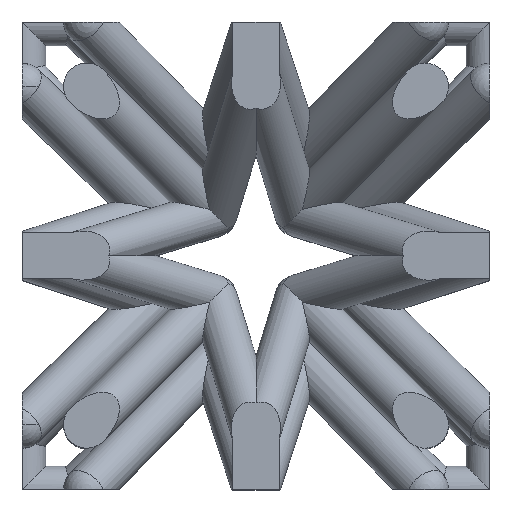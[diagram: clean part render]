
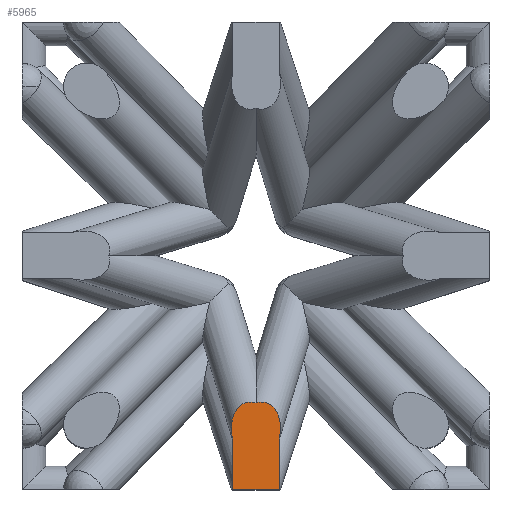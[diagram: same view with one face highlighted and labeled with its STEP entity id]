
A CAD part, top view. The second image highlights one B-rep face of the part: STEP entity #5965.
In plain terms, the highlighted planar face has unit normal (0, 0, 1).
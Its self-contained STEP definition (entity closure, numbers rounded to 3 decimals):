
#2484 = PLANE('',#2485);
#2485 = AXIS2_PLACEMENT_3D('',#2486,#2487,#2488);
#2486 = CARTESIAN_POINT('',(-5.,-5.,-5.));
#2487 = DIRECTION('',(-0.,1.,0.));
#2488 = DIRECTION('',(0.,0.,1.));
#3856 = VERTEX_POINT('',#3857);
#3857 = CARTESIAN_POINT('',(-0.5,-5.,5.));
#3878 = EDGE_CURVE('',#3856,#3879,#3881,.T.);
#3879 = VERTEX_POINT('',#3880);
#3880 = CARTESIAN_POINT('',(0.5,-5.,5.));
#3881 = SURFACE_CURVE('',#3882,(#3886,#3893),.PCURVE_S1.);
#3882 = LINE('',#3883,#3884);
#3883 = CARTESIAN_POINT('',(-5.,-5.,5.));
#3884 = VECTOR('',#3885,1.);
#3885 = DIRECTION('',(1.,0.,-0.));
#3886 = PCURVE('',#2484,#3887);
#3887 = DEFINITIONAL_REPRESENTATION('',(#3888),#3892);
#3888 = LINE('',#3889,#3890);
#3889 = CARTESIAN_POINT('',(10.,0.));
#3890 = VECTOR('',#3891,1.);
#3891 = DIRECTION('',(0.,1.));
#3892 = ( GEOMETRIC_REPRESENTATION_CONTEXT(2) 
PARAMETRIC_REPRESENTATION_CONTEXT() REPRESENTATION_CONTEXT('2D SPACE',''
  ) );
#3893 = PCURVE('',#3894,#3899);
#3894 = PLANE('',#3895);
#3895 = AXIS2_PLACEMENT_3D('',#3896,#3897,#3898);
#3896 = CARTESIAN_POINT('',(-5.,-5.,5.));
#3897 = DIRECTION('',(0.,0.,1.));
#3898 = DIRECTION('',(1.,0.,-0.));
#3899 = DEFINITIONAL_REPRESENTATION('',(#3900),#3904);
#3900 = LINE('',#3901,#3902);
#3901 = CARTESIAN_POINT('',(0.,0.));
#3902 = VECTOR('',#3903,1.);
#3903 = DIRECTION('',(1.,0.));
#3904 = ( GEOMETRIC_REPRESENTATION_CONTEXT(2) 
PARAMETRIC_REPRESENTATION_CONTEXT() REPRESENTATION_CONTEXT('2D SPACE',''
  ) );
#4262 = CYLINDRICAL_SURFACE('',#4263,0.5);
#4263 = AXIS2_PLACEMENT_3D('',#4264,#4265,#4266);
#4264 = CARTESIAN_POINT('',(0.,-5.,5.));
#4265 = DIRECTION('',(0.,1.,0.));
#4266 = DIRECTION('',(0.,-0.,1.));
#5965 = ADVANCED_FACE('',(#5966),#3894,.T.);
#5966 = FACE_BOUND('',#5967,.T.);
#5967 = EDGE_LOOP('',(#5968,#5989,#5990,#6011,#6045,#6074,#6108));
#5968 = ORIENTED_EDGE('',*,*,#5969,.F.);
#5969 = EDGE_CURVE('',#3856,#5970,#5972,.T.);
#5970 = VERTEX_POINT('',#5971);
#5971 = CARTESIAN_POINT('',(-0.5,-3.926,5.));
#5972 = SURFACE_CURVE('',#5973,(#5977,#5983),.PCURVE_S1.);
#5973 = LINE('',#5974,#5975);
#5974 = CARTESIAN_POINT('',(-0.5,-5.,5.));
#5975 = VECTOR('',#5976,1.);
#5976 = DIRECTION('',(0.,1.,0.));
#5977 = PCURVE('',#3894,#5978);
#5978 = DEFINITIONAL_REPRESENTATION('',(#5979),#5982);
#5979 = B_SPLINE_CURVE_WITH_KNOTS('',1,(#5980,#5981),.UNSPECIFIED.,.F.,
  .F.,(2,2),(0.,1.137),
  .PIECEWISE_BEZIER_KNOTS.);
#5980 = CARTESIAN_POINT('',(4.5,0.));
#5981 = CARTESIAN_POINT('',(4.5,1.137));
#5982 = ( GEOMETRIC_REPRESENTATION_CONTEXT(2) 
PARAMETRIC_REPRESENTATION_CONTEXT() REPRESENTATION_CONTEXT('2D SPACE',''
  ) );
#5983 = PCURVE('',#4262,#5984);
#5984 = DEFINITIONAL_REPRESENTATION('',(#5985),#5988);
#5985 = B_SPLINE_CURVE_WITH_KNOTS('',1,(#5986,#5987),.UNSPECIFIED.,.F.,
  .F.,(2,2),(0.,1.137),
  .PIECEWISE_BEZIER_KNOTS.);
#5986 = CARTESIAN_POINT('',(4.712,0.));
#5987 = CARTESIAN_POINT('',(4.712,1.137));
#5988 = ( GEOMETRIC_REPRESENTATION_CONTEXT(2) 
PARAMETRIC_REPRESENTATION_CONTEXT() REPRESENTATION_CONTEXT('2D SPACE',''
  ) );
#5989 = ORIENTED_EDGE('',*,*,#3878,.T.);
#5990 = ORIENTED_EDGE('',*,*,#5991,.T.);
#5991 = EDGE_CURVE('',#3879,#5992,#5994,.T.);
#5992 = VERTEX_POINT('',#5993);
#5993 = CARTESIAN_POINT('',(0.5,-3.926,5.));
#5994 = SURFACE_CURVE('',#5995,(#5999,#6005),.PCURVE_S1.);
#5995 = LINE('',#5996,#5997);
#5996 = CARTESIAN_POINT('',(0.5,-5.,5.));
#5997 = VECTOR('',#5998,1.);
#5998 = DIRECTION('',(0.,1.,0.));
#5999 = PCURVE('',#3894,#6000);
#6000 = DEFINITIONAL_REPRESENTATION('',(#6001),#6004);
#6001 = B_SPLINE_CURVE_WITH_KNOTS('',1,(#6002,#6003),.UNSPECIFIED.,.F.,
  .F.,(2,2),(0.,1.137),
  .PIECEWISE_BEZIER_KNOTS.);
#6002 = CARTESIAN_POINT('',(5.5,0.));
#6003 = CARTESIAN_POINT('',(5.5,1.137));
#6004 = ( GEOMETRIC_REPRESENTATION_CONTEXT(2) 
PARAMETRIC_REPRESENTATION_CONTEXT() REPRESENTATION_CONTEXT('2D SPACE',''
  ) );
#6005 = PCURVE('',#4262,#6006);
#6006 = DEFINITIONAL_REPRESENTATION('',(#6007),#6010);
#6007 = B_SPLINE_CURVE_WITH_KNOTS('',1,(#6008,#6009),.UNSPECIFIED.,.F.,
  .F.,(2,2),(0.,1.137),
  .PIECEWISE_BEZIER_KNOTS.);
#6008 = CARTESIAN_POINT('',(1.571,0.));
#6009 = CARTESIAN_POINT('',(1.571,1.137));
#6010 = ( GEOMETRIC_REPRESENTATION_CONTEXT(2) 
PARAMETRIC_REPRESENTATION_CONTEXT() REPRESENTATION_CONTEXT('2D SPACE',''
  ) );
#6011 = ORIENTED_EDGE('',*,*,#6012,.T.);
#6012 = EDGE_CURVE('',#5992,#6013,#6015,.T.);
#6013 = VERTEX_POINT('',#6014);
#6014 = CARTESIAN_POINT('',(0.118,-3.134,5.));
#6015 = SURFACE_CURVE('',#6016,(#6021,#6028),.PCURVE_S1.);
#6016 = ELLIPSE('',#6017,0.747,0.5);
#6017 = AXIS2_PLACEMENT_3D('',#6018,#6019,#6020);
#6018 = CARTESIAN_POINT('',(0.,-3.863,5.));
#6019 = DIRECTION('',(0.,0.,1.));
#6020 = DIRECTION('',(0.292,0.956,-0.));
#6021 = PCURVE('',#3894,#6022);
#6022 = DEFINITIONAL_REPRESENTATION('',(#6023),#6027);
#6023 = ELLIPSE('',#6024,0.747,0.5);
#6024 = AXIS2_PLACEMENT_2D('',#6025,#6026);
#6025 = CARTESIAN_POINT('',(5.,1.137));
#6026 = DIRECTION('',(0.292,0.956));
#6027 = ( GEOMETRIC_REPRESENTATION_CONTEXT(2) 
PARAMETRIC_REPRESENTATION_CONTEXT() REPRESENTATION_CONTEXT('2D SPACE',''
  ) );
#6028 = PCURVE('',#6029,#6034);
#6029 = CYLINDRICAL_SURFACE('',#6030,0.5);
#6030 = AXIS2_PLACEMENT_3D('',#6031,#6032,#6033);
#6031 = CARTESIAN_POINT('',(0.,-3.863,5.));
#6032 = DIRECTION('',(0.217,0.71,-0.67));
#6033 = DIRECTION('',(0.,0.686,0.728));
#6034 = DEFINITIONAL_REPRESENTATION('',(#6035),#6044);
#6035 = B_SPLINE_CURVE_WITH_KNOTS('',7,(#6036,#6037,#6038,#6039,#6040,
    #6041,#6042,#6043),.UNSPECIFIED.,.F.,.F.,(8,8),(4.712,
    6.485),.PIECEWISE_BEZIER_KNOTS.);
#6036 = CARTESIAN_POINT('',(1.772,0.));
#6037 = CARTESIAN_POINT('',(1.519,0.14));
#6038 = CARTESIAN_POINT('',(1.266,0.281));
#6039 = CARTESIAN_POINT('',(1.013,0.406));
#6040 = CARTESIAN_POINT('',(0.76,0.503));
#6041 = CARTESIAN_POINT('',(0.506,0.559));
#6042 = CARTESIAN_POINT('',(0.253,0.571));
#6043 = CARTESIAN_POINT('',(0.,0.543));
#6044 = ( GEOMETRIC_REPRESENTATION_CONTEXT(2) 
PARAMETRIC_REPRESENTATION_CONTEXT() REPRESENTATION_CONTEXT('2D SPACE',''
  ) );
#6045 = ORIENTED_EDGE('',*,*,#6046,.T.);
#6046 = EDGE_CURVE('',#6013,#6047,#6049,.T.);
#6047 = VERTEX_POINT('',#6048);
#6048 = CARTESIAN_POINT('',(0.,-3.152,5.));
#6049 = SURFACE_CURVE('',#6050,(#6055,#6062),.PCURVE_S1.);
#6050 = ELLIPSE('',#6051,0.747,0.5);
#6051 = AXIS2_PLACEMENT_3D('',#6052,#6053,#6054);
#6052 = CARTESIAN_POINT('',(0.,-3.863,5.));
#6053 = DIRECTION('',(0.,0.,1.));
#6054 = DIRECTION('',(0.292,0.956,-0.));
#6055 = PCURVE('',#3894,#6056);
#6056 = DEFINITIONAL_REPRESENTATION('',(#6057),#6061);
#6057 = ELLIPSE('',#6058,0.747,0.5);
#6058 = AXIS2_PLACEMENT_2D('',#6059,#6060);
#6059 = CARTESIAN_POINT('',(5.,1.137));
#6060 = DIRECTION('',(0.292,0.956));
#6061 = ( GEOMETRIC_REPRESENTATION_CONTEXT(2) 
PARAMETRIC_REPRESENTATION_CONTEXT() REPRESENTATION_CONTEXT('2D SPACE',''
  ) );
#6062 = PCURVE('',#6029,#6063);
#6063 = DEFINITIONAL_REPRESENTATION('',(#6064),#6073);
#6064 = B_SPLINE_CURVE_WITH_KNOTS('',7,(#6065,#6066,#6067,#6068,#6069,
    #6070,#6071,#6072),.UNSPECIFIED.,.F.,.F.,(8,8),(0.202,
    1.571),.PIECEWISE_BEZIER_KNOTS.);
#6065 = CARTESIAN_POINT('',(6.283,0.543));
#6066 = CARTESIAN_POINT('',(6.088,0.521));
#6067 = CARTESIAN_POINT('',(5.892,0.475));
#6068 = CARTESIAN_POINT('',(5.696,0.407));
#6069 = CARTESIAN_POINT('',(5.501,0.318));
#6070 = CARTESIAN_POINT('',(5.305,0.217));
#6071 = CARTESIAN_POINT('',(5.11,0.108));
#6072 = CARTESIAN_POINT('',(4.914,0.));
#6073 = ( GEOMETRIC_REPRESENTATION_CONTEXT(2) 
PARAMETRIC_REPRESENTATION_CONTEXT() REPRESENTATION_CONTEXT('2D SPACE',''
  ) );
#6074 = ORIENTED_EDGE('',*,*,#6075,.T.);
#6075 = EDGE_CURVE('',#6047,#6076,#6078,.T.);
#6076 = VERTEX_POINT('',#6077);
#6077 = CARTESIAN_POINT('',(-0.118,-3.134,5.));
#6078 = SURFACE_CURVE('',#6079,(#6084,#6091),.PCURVE_S1.);
#6079 = ELLIPSE('',#6080,0.747,0.5);
#6080 = AXIS2_PLACEMENT_3D('',#6081,#6082,#6083);
#6081 = CARTESIAN_POINT('',(0.,-3.863,5.));
#6082 = DIRECTION('',(0.,0.,1.));
#6083 = DIRECTION('',(-0.292,0.956,0.));
#6084 = PCURVE('',#3894,#6085);
#6085 = DEFINITIONAL_REPRESENTATION('',(#6086),#6090);
#6086 = ELLIPSE('',#6087,0.747,0.5);
#6087 = AXIS2_PLACEMENT_2D('',#6088,#6089);
#6088 = CARTESIAN_POINT('',(5.,1.137));
#6089 = DIRECTION('',(-0.292,0.956));
#6090 = ( GEOMETRIC_REPRESENTATION_CONTEXT(2) 
PARAMETRIC_REPRESENTATION_CONTEXT() REPRESENTATION_CONTEXT('2D SPACE',''
  ) );
#6091 = PCURVE('',#6092,#6097);
#6092 = CYLINDRICAL_SURFACE('',#6093,0.5);
#6093 = AXIS2_PLACEMENT_3D('',#6094,#6095,#6096);
#6094 = CARTESIAN_POINT('',(0.,-3.863,5.));
#6095 = DIRECTION('',(-0.217,0.71,-0.67));
#6096 = DIRECTION('',(0.,0.686,0.728));
#6097 = DEFINITIONAL_REPRESENTATION('',(#6098),#6107);
#6098 = B_SPLINE_CURVE_WITH_KNOTS('',7,(#6099,#6100,#6101,#6102,#6103,
    #6104,#6105,#6106),.UNSPECIFIED.,.F.,.F.,(8,8),(4.712,
    6.082),.PIECEWISE_BEZIER_KNOTS.);
#6099 = CARTESIAN_POINT('',(1.369,0.));
#6100 = CARTESIAN_POINT('',(1.174,0.108));
#6101 = CARTESIAN_POINT('',(0.978,0.217));
#6102 = CARTESIAN_POINT('',(0.782,0.318));
#6103 = CARTESIAN_POINT('',(0.587,0.407));
#6104 = CARTESIAN_POINT('',(0.391,0.475));
#6105 = CARTESIAN_POINT('',(0.196,0.521));
#6106 = CARTESIAN_POINT('',(0.,0.543));
#6107 = ( GEOMETRIC_REPRESENTATION_CONTEXT(2) 
PARAMETRIC_REPRESENTATION_CONTEXT() REPRESENTATION_CONTEXT('2D SPACE',''
  ) );
#6108 = ORIENTED_EDGE('',*,*,#6109,.T.);
#6109 = EDGE_CURVE('',#6076,#5970,#6110,.T.);
#6110 = SURFACE_CURVE('',#6111,(#6116,#6123),.PCURVE_S1.);
#6111 = ELLIPSE('',#6112,0.747,0.5);
#6112 = AXIS2_PLACEMENT_3D('',#6113,#6114,#6115);
#6113 = CARTESIAN_POINT('',(0.,-3.863,5.));
#6114 = DIRECTION('',(0.,0.,1.));
#6115 = DIRECTION('',(-0.292,0.956,0.));
#6116 = PCURVE('',#3894,#6117);
#6117 = DEFINITIONAL_REPRESENTATION('',(#6118),#6122);
#6118 = ELLIPSE('',#6119,0.747,0.5);
#6119 = AXIS2_PLACEMENT_2D('',#6120,#6121);
#6120 = CARTESIAN_POINT('',(5.,1.137));
#6121 = DIRECTION('',(-0.292,0.956));
#6122 = ( GEOMETRIC_REPRESENTATION_CONTEXT(2) 
PARAMETRIC_REPRESENTATION_CONTEXT() REPRESENTATION_CONTEXT('2D SPACE',''
  ) );
#6123 = PCURVE('',#6092,#6124);
#6124 = DEFINITIONAL_REPRESENTATION('',(#6125),#6134);
#6125 = B_SPLINE_CURVE_WITH_KNOTS('',7,(#6126,#6127,#6128,#6129,#6130,
    #6131,#6132,#6133),.UNSPECIFIED.,.F.,.F.,(8,8),(6.082,
    7.854),.PIECEWISE_BEZIER_KNOTS.);
#6126 = CARTESIAN_POINT('',(6.283,0.543));
#6127 = CARTESIAN_POINT('',(6.03,0.571));
#6128 = CARTESIAN_POINT('',(5.777,0.559));
#6129 = CARTESIAN_POINT('',(5.524,0.503));
#6130 = CARTESIAN_POINT('',(5.27,0.406));
#6131 = CARTESIAN_POINT('',(5.017,0.281));
#6132 = CARTESIAN_POINT('',(4.764,0.14));
#6133 = CARTESIAN_POINT('',(4.511,0.));
#6134 = ( GEOMETRIC_REPRESENTATION_CONTEXT(2) 
PARAMETRIC_REPRESENTATION_CONTEXT() REPRESENTATION_CONTEXT('2D SPACE',''
  ) );
